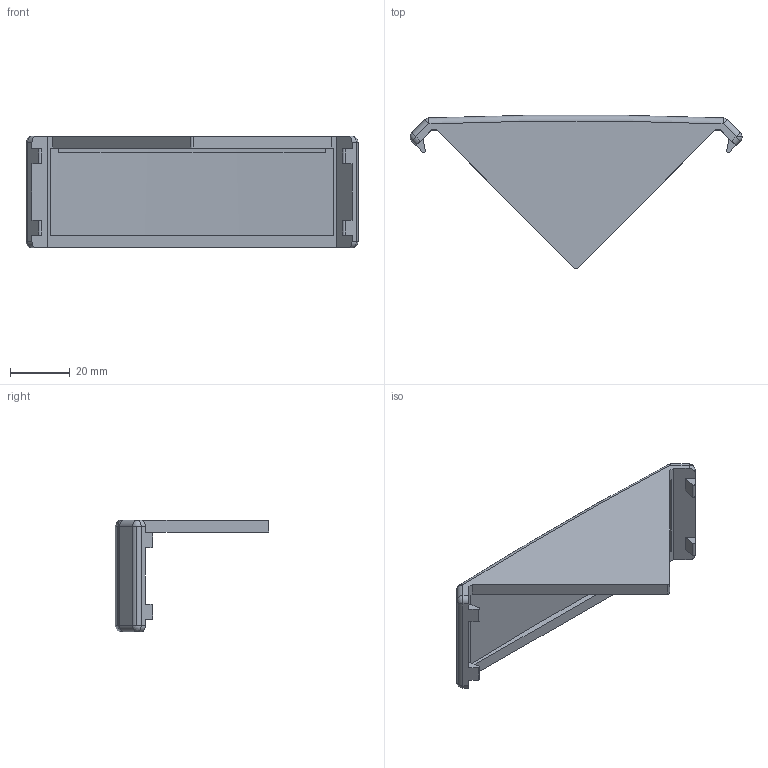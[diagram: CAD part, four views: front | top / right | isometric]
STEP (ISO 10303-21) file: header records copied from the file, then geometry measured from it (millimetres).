
FILE_DESCRIPTION((''),'2;1');
FILE_NAME('11085_POKROV_40X80','2022-09-16T13:33:39',('PredragRovcanin'),('Audax d.o.o.'),'CREO PARAMETRIC BY PTC INC, 2020281','CREO PARAMETRIC BY PTC INC, 2020281','');
FILE_SCHEMA(('AUTOMOTIVE_DESIGN { 1 0 10303 214 1 1 1 1 }'));
Length unit declared in the file: millimetre
Products named in the file (1): 11085_POKROV_40X80
Bounding box: 111.32 x 51.39 x 37.5 mm (x, y, z)
Volume: 23392.3 mm3; surface area: 15034.5 mm2
Topology: 1 solids, 1 shells, 65 faces, 177 edges, 104 vertices
Faces by surface type: plane 30, cylinder 23, sphere 10, torus 2
Entity records: 2958 total; most frequent: DIRECTION 357, CARTESIAN_POINT 355, ORIENTED_EDGE 334, COLOUR_RGB 320, PRESENTATION_STYLE_ASSIGNMENT 169, STYLED_ITEM 169, CURVE_STYLE 168, EDGE_CURVE 167
